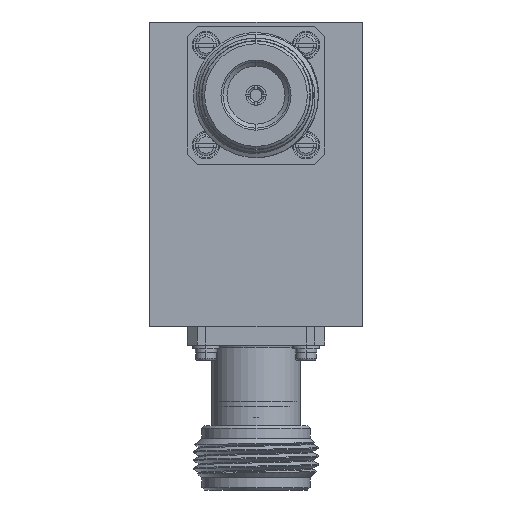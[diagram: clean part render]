
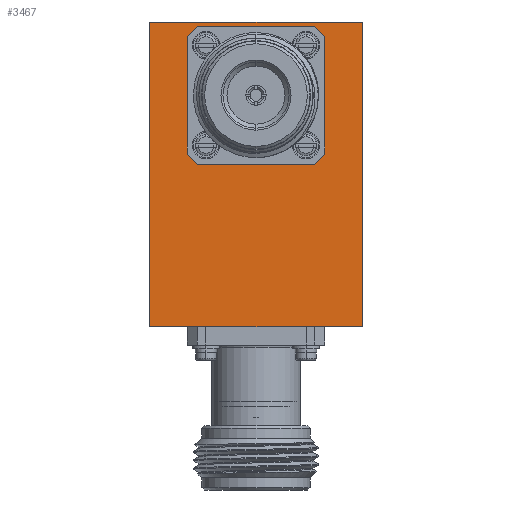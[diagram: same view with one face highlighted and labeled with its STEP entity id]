
A CAD part, left-side view. The second image highlights one B-rep face of the part: STEP entity #3467.
In plain terms, the highlighted planar face has unit normal (-1, 0, 0).
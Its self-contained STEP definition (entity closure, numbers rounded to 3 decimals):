
#183 = LINE ( 'NONE', #4856, #2228 ) ;
#217 = DIRECTION ( 'NONE',  ( 0., 0., -1. ) ) ;
#305 = ORIENTED_EDGE ( 'NONE', *, *, #1549, .F. ) ;
#354 = LINE ( 'NONE', #3531, #4938 ) ;
#586 = EDGE_LOOP ( 'NONE', ( #3143, #4839, #305, #4526 ) ) ;
#601 = DIRECTION ( 'NONE',  ( 1., 0., 0. ) ) ;
#728 = DIRECTION ( 'NONE',  ( 0., -1., 0. ) ) ;
#766 = DIRECTION ( 'NONE',  ( 0., 0., 1. ) ) ;
#927 = CARTESIAN_POINT ( 'NONE',  ( -159.25, 13.5, -19.35 ) ) ;
#1031 = CARTESIAN_POINT ( 'NONE',  ( -159.25, -13.5, -19.35 ) ) ;
#1521 = VERTEX_POINT ( 'NONE', #927 ) ;
#1548 = FACE_OUTER_BOUND ( 'NONE', #586, .T. ) ;
#1549 = EDGE_CURVE ( 'NONE', #1521, #1696, #354, .T. ) ;
#1593 = AXIS2_PLACEMENT_3D ( 'NONE', #4311, #601, #217 ) ;
#1696 = VERTEX_POINT ( 'NONE', #5401 ) ;
#1946 = EDGE_CURVE ( 'NONE', #1521, #5769, #183, .T. ) ;
#2204 = DIRECTION ( 'NONE',  ( 0., 0., 1. ) ) ;
#2228 = VECTOR ( 'NONE', #728, 1000. ) ;
#2776 = DIRECTION ( 'NONE',  ( 0., -1., 0. ) ) ;
#3143 = ORIENTED_EDGE ( 'NONE', *, *, #4296, .T. ) ;
#3467 = ADVANCED_FACE ( 'NONE', ( #1548 ), #5290, .F. ) ;
#3476 = VERTEX_POINT ( 'NONE', #3859 ) ;
#3531 = CARTESIAN_POINT ( 'NONE',  ( -159.25, 13.5, -19.35 ) ) ;
#3605 = CARTESIAN_POINT ( 'NONE',  ( -159.25, -13.5, -19.35 ) ) ;
#3859 = CARTESIAN_POINT ( 'NONE',  ( -159.25, -13.5, 19.35 ) ) ;
#4127 = CARTESIAN_POINT ( 'NONE',  ( -159.25, 13.5, 19.35 ) ) ;
#4296 = EDGE_CURVE ( 'NONE', #5769, #3476, #4911, .T. ) ;
#4311 = CARTESIAN_POINT ( 'NONE',  ( -159.25, 13.5, -19.35 ) ) ;
#4526 = ORIENTED_EDGE ( 'NONE', *, *, #1946, .T. ) ;
#4839 = ORIENTED_EDGE ( 'NONE', *, *, #5064, .F. ) ;
#4856 = CARTESIAN_POINT ( 'NONE',  ( -159.25, 13.5, -19.35 ) ) ;
#4911 = LINE ( 'NONE', #3605, #5360 ) ;
#4938 = VECTOR ( 'NONE', #766, 1000. ) ;
#4963 = VECTOR ( 'NONE', #2776, 1000. ) ;
#4995 = LINE ( 'NONE', #4127, #4963 ) ;
#5064 = EDGE_CURVE ( 'NONE', #1696, #3476, #4995, .T. ) ;
#5290 = PLANE ( 'NONE',  #1593 ) ;
#5360 = VECTOR ( 'NONE', #2204, 1000. ) ;
#5401 = CARTESIAN_POINT ( 'NONE',  ( -159.25, 13.5, 19.35 ) ) ;
#5769 = VERTEX_POINT ( 'NONE', #1031 ) ;
